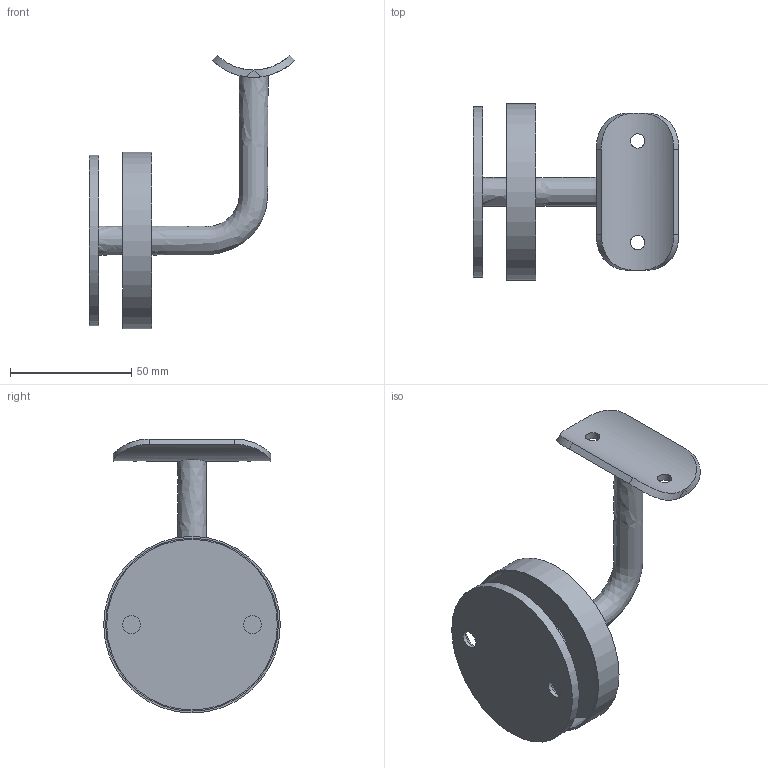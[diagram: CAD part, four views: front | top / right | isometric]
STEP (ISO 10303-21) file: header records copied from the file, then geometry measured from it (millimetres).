
FILE_DESCRIPTION(/* description */ (''),/* implementation_level */ '2;1');
FILE_NAME(/* name */ '1879_Cosch_Edelstahltechnik.stp',/* time_stamp */ '2019-01-06T20:05:55+01:00',/* author */ (''),/* organization */ (''),/* preprocessor_version */ 'ST-DEVELOPER v16',/* originating_system */ 'SIEMENS PLM Software NX 11.0',/* authorisation */ '');
FILE_SCHEMA (('AUTOMOTIVE_DESIGN { 1 0 10303 214 3 1 1 1 }'));
Length unit declared in the file: millimetre
Products named in the file (1): Goge2A28DBB0x87c
Bounding box: 85.11 x 73 x 113.21 mm (x, y, z)
Volume: 40565.3 mm3; surface area: 31272.7 mm2
Topology: 2 solids, 2 shells, 26 faces, 57 edges, 39 vertices
Faces by surface type: cylinder 14, plane 9, cone 2, bspline 1
Full cylindrical faces by diameter (mm): 6 x2, 7.35 x2, 12.853 x1, 70.5 x1, 71.4 x1, 73 x1
Entity records: 1821 total; most frequent: CARTESIAN_POINT 1238, DIRECTION 102, ORIENTED_EDGE 88, EDGE_LOOP 50, AXIS2_PLACEMENT_3D 45, EDGE_CURVE 44, FACE_BOUND 42, VERTEX_POINT 36
